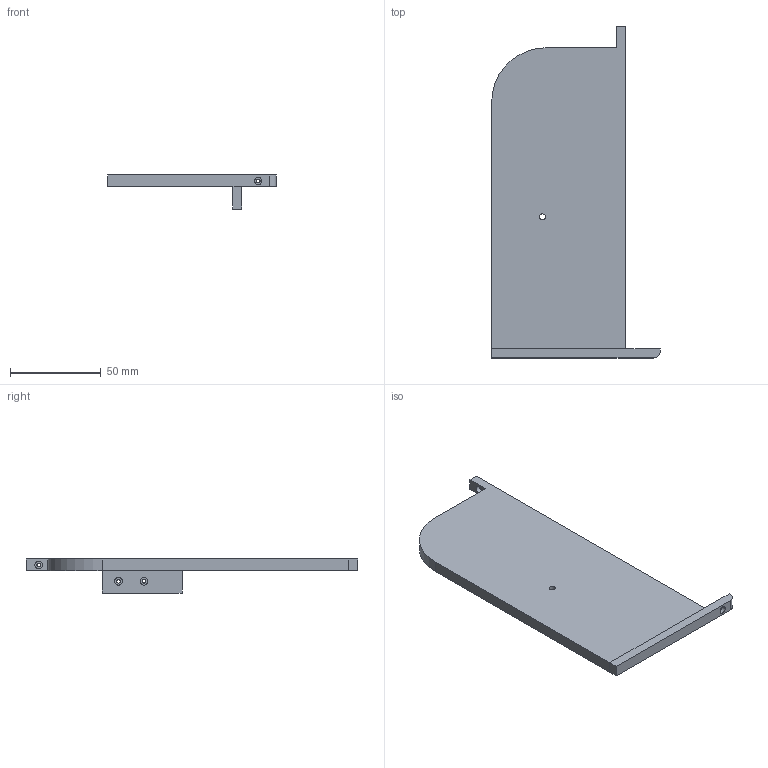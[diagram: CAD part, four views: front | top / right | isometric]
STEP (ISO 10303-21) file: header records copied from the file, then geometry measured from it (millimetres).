
FILE_DESCRIPTION(('FreeCAD Model'),'2;1');
FILE_NAME('Open CASCADE Shape Model','2024-01-15T15:23:45',(''),(''), 'Open CASCADE STEP processor 7.6','FreeCAD','Unknown');
FILE_SCHEMA(('AUTOMOTIVE_DESIGN { 1 0 10303 214 1 1 1 1 }'));
Length unit declared in the file: millimetre
Products named in the file (1): Cut016
Bounding box: 93 x 183 x 18.8 mm (x, y, z)
Volume: 83226 mm3; surface area: 30096.8 mm2
Topology: 1 solids, 1 shells, 33 faces, 75 edges, 48 vertices
Faces by surface type: plane 22, cylinder 11
Full cylindrical faces by diameter (mm): 2 x4, 3.3 x1, 4 x1, 4.2 x3
Entity records: 1962 total; most frequent: CARTESIAN_POINT 357, DIRECTION 305, LINE 179, VECTOR 179, ORIENTED_EDGE 150, PCURVE 150, DEFINITIONAL_REPRESENTATION 150, EDGE_CURVE 75
